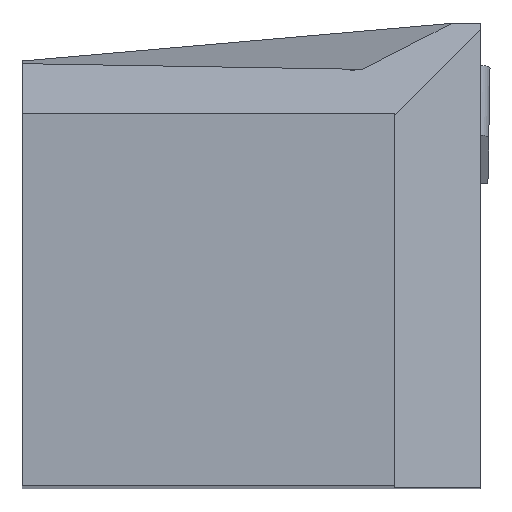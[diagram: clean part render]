
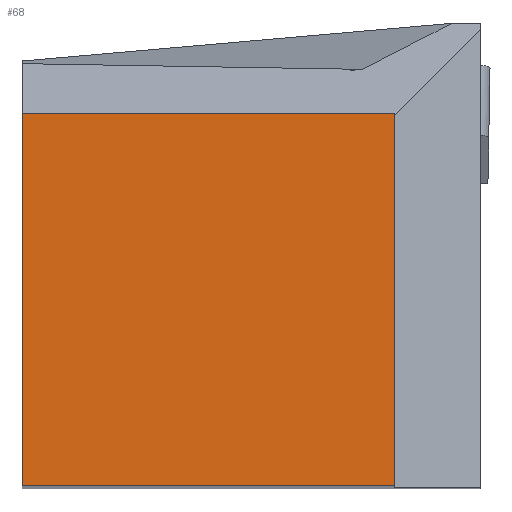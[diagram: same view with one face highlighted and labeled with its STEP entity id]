
A CAD part, top view. The second image highlights one B-rep face of the part: STEP entity #68.
In plain terms, the highlighted planar face has unit normal (0, 0, 1).
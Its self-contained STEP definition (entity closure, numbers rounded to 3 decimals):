
#68=ADVANCED_FACE('',(#132),#99,.F.);
#99=PLANE('',#675);
#132=FACE_OUTER_BOUND('',#165,.T.);
#165=EDGE_LOOP('',(#226,#227,#228,#229));
#226=ORIENTED_EDGE('',*,*,#421,.F.);
#227=ORIENTED_EDGE('',*,*,#422,.F.);
#228=ORIENTED_EDGE('',*,*,#423,.T.);
#229=ORIENTED_EDGE('',*,*,#424,.T.);
#362=VERTEX_POINT('',#901);
#363=VERTEX_POINT('',#902);
#364=VERTEX_POINT('',#904);
#365=VERTEX_POINT('',#906);
#421=EDGE_CURVE('',#362,#363,#497,.T.);
#422=EDGE_CURVE('',#364,#362,#498,.T.);
#423=EDGE_CURVE('',#364,#365,#499,.T.);
#424=EDGE_CURVE('',#365,#363,#500,.T.);
#497=LINE('',#900,#573);
#498=LINE('',#903,#574);
#499=LINE('',#905,#575);
#500=LINE('',#907,#576);
#573=VECTOR('',#746,1.);
#574=VECTOR('',#747,1.);
#575=VECTOR('',#748,1.);
#576=VECTOR('',#749,1.);
#675=AXIS2_PLACEMENT_3D('',#908,#750,#751);
#746=DIRECTION('',(0.,-1.,0.));
#747=DIRECTION('',(1.,0.,0.));
#748=DIRECTION('',(0.,-1.,0.));
#749=DIRECTION('',(1.,0.,0.));
#750=DIRECTION('',(0.,0.,-1.));
#751=DIRECTION('',(0.,-1.,0.));
#900=CARTESIAN_POINT('',(12.65,-25.3,81.006));
#901=CARTESIAN_POINT('',(12.65,0.,81.006));
#902=CARTESIAN_POINT('',(12.65,-25.3,81.006));
#903=CARTESIAN_POINT('',(12.65,0.,81.006));
#904=CARTESIAN_POINT('',(-12.65,0.,81.006));
#905=CARTESIAN_POINT('',(-12.65,-25.3,81.006));
#906=CARTESIAN_POINT('',(-12.65,-25.3,81.006));
#907=CARTESIAN_POINT('',(12.65,-25.3,81.006));
#908=CARTESIAN_POINT('',(12.65,0.,81.006));
